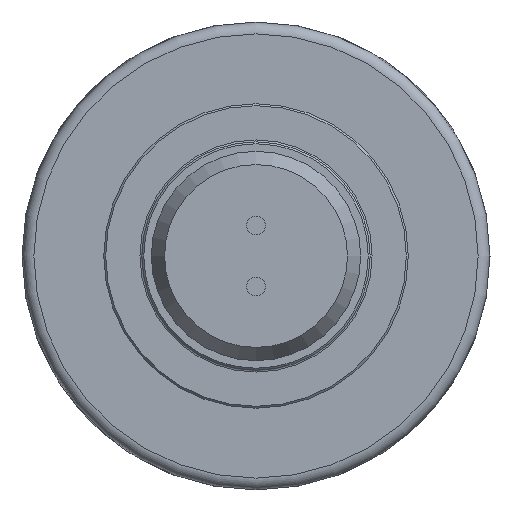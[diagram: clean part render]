
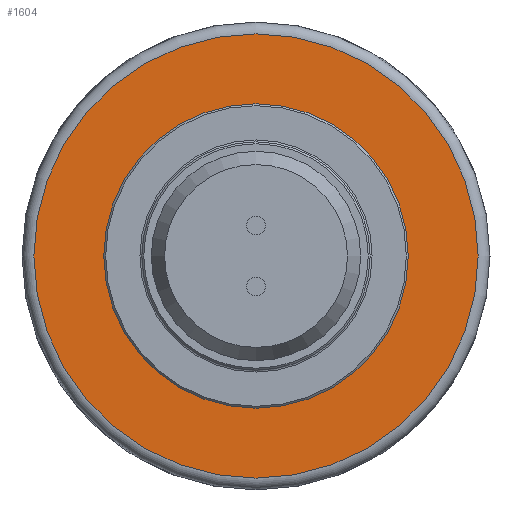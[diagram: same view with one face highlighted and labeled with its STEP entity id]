
A CAD part, left-side view. The second image highlights one B-rep face of the part: STEP entity #1604.
In plain terms, the highlighted planar face has unit normal (-1, 0, 0).
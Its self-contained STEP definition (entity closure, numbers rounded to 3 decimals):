
#60=FACE_BOUND('',#349,.T.);
#108=CIRCLE('',#1758,40.);
#113=CIRCLE('',#1766,58.38);
#114=CIRCLE('',#1767,58.38);
#233=FACE_OUTER_BOUND('',#348,.T.);
#348=EDGE_LOOP('',(#1337,#1338));
#349=EDGE_LOOP('',(#1339));
#757=VERTEX_POINT('',#2674);
#762=VERTEX_POINT('',#2688);
#763=VERTEX_POINT('',#2689);
#960=EDGE_CURVE('',#757,#757,#108,.T.);
#966=EDGE_CURVE('',#762,#763,#113,.T.);
#967=EDGE_CURVE('',#763,#762,#114,.T.);
#1337=ORIENTED_EDGE('',*,*,#966,.F.);
#1338=ORIENTED_EDGE('',*,*,#967,.F.);
#1339=ORIENTED_EDGE('',*,*,#960,.T.);
#1526=PLANE('',#1765);
#1604=ADVANCED_FACE('',(#233,#60),#1526,.T.);
#1758=AXIS2_PLACEMENT_3D('',#2675,#2171,#2172);
#1765=AXIS2_PLACEMENT_3D('',#2687,#2186,#2187);
#1766=AXIS2_PLACEMENT_3D('',#2690,#2188,#2189);
#1767=AXIS2_PLACEMENT_3D('',#2691,#2190,#2191);
#2171=DIRECTION('center_axis',(1.,0.,0.));
#2172=DIRECTION('ref_axis',(0.,0.,
1.));
#2186=DIRECTION('center_axis',(-1.,0.,0.));
#2187=DIRECTION('ref_axis',(0.,1.,0.));
#2188=DIRECTION('center_axis',(1.,0.,0.));
#2189=DIRECTION('ref_axis',(0.,0.,
1.));
#2190=DIRECTION('center_axis',(1.,0.,0.));
#2191=DIRECTION('ref_axis',(0.,0.,
1.));
#2674=CARTESIAN_POINT('',(30.1,0.,-40.));
#2675=CARTESIAN_POINT('Origin',(30.1,0.,0.));
#2687=CARTESIAN_POINT('Origin',(30.1,0.,-53.039));
#2688=CARTESIAN_POINT('',(30.1,0.,-58.38));
#2689=CARTESIAN_POINT('',(30.1,58.38,0.));
#2690=CARTESIAN_POINT('Origin',(30.1,0.,0.));
#2691=CARTESIAN_POINT('Origin',(30.1,0.,0.));
